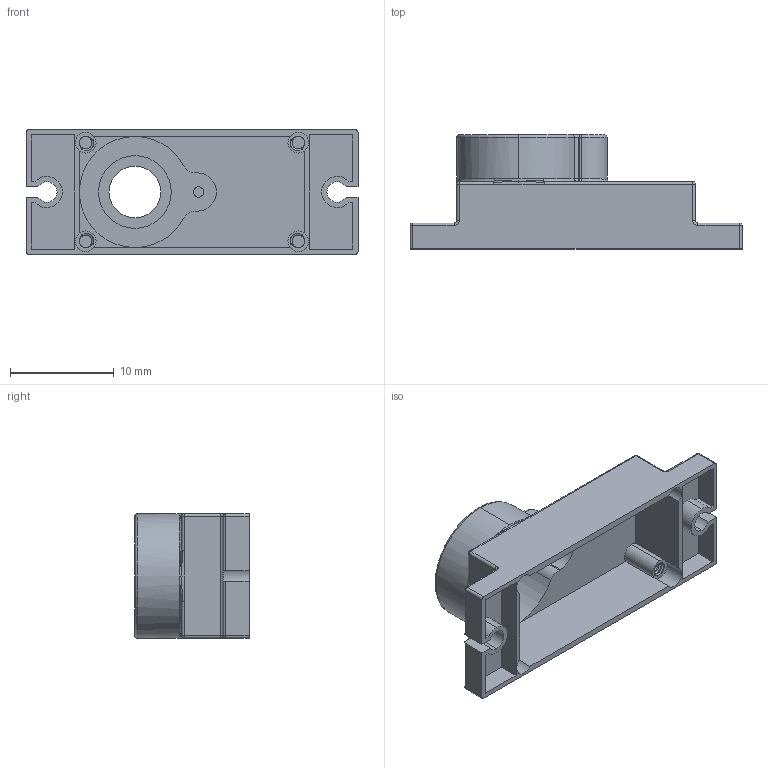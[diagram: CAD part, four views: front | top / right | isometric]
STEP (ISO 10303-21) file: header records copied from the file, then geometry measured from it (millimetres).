
FILE_DESCRIPTION (( 'STEP AP214' ), '1' );
FILE_NAME ('Part_5.STEP', '2024-01-17T21:39:15', ( '' ), ( '' ), 'SwSTEP 2.0', 'SolidWorks 2022', '' );
FILE_SCHEMA (( 'AUTOMOTIVE_DESIGN' ));
Length unit declared in the file: millimetre
Products named in the file (1): Part_5
Bounding box: 32 x 11 x 12 mm (x, y, z)
Volume: 662.5 mm3; surface area: 2272.2 mm2
Topology: 1 solids, 1 shells, 284 faces, 742 edges, 461 vertices
Faces by surface type: cylinder 165, plane 57, bspline 30, torus 24, sphere 8
Entity records: 14825 total; most frequent: CARTESIAN_POINT 8494, ORIENTED_EDGE 1468, DIRECTION 1195, EDGE_CURVE 734, VERTEX_POINT 461, AXIS2_PLACEMENT_3D 456, EDGE_LOOP 295, ADVANCED_FACE 284
